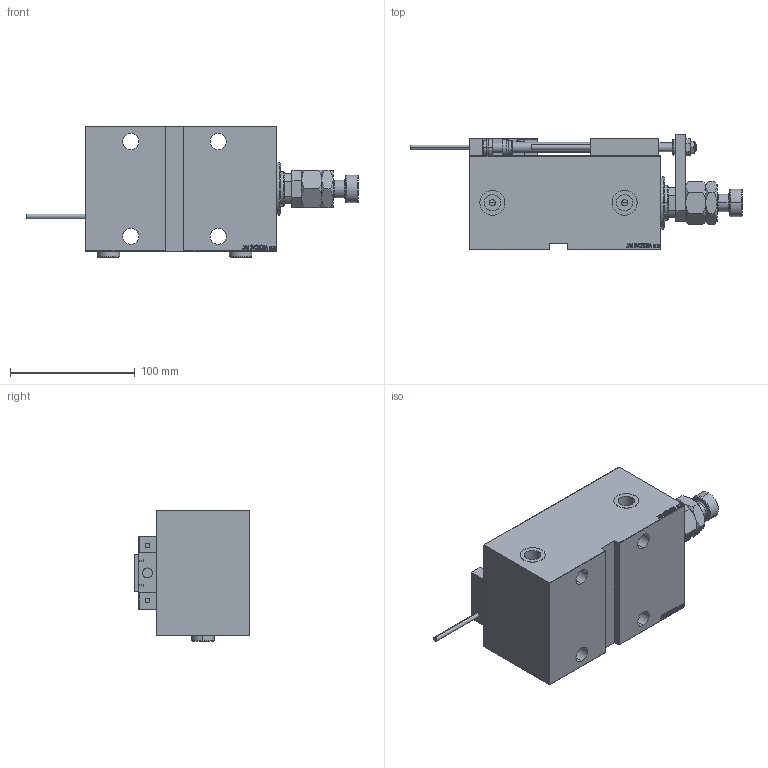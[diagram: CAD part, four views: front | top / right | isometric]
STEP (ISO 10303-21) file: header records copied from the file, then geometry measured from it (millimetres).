
FILE_DESCRIPTION (( 'STEP AP203' ), '1' );
FILE_NAME ('a149.STEP', '2024-05-28T05:31:18', ( '' ), ( '' ), 'SwSTEP 2.0', 'SolidWorks 2019', '' );
FILE_SCHEMA (( 'CONFIG_CONTROL_DESIGN' ));
Length unit declared in the file: millimetre
Products named in the file (18): SWITCH_X_FRONT_BACK 3200769ecb0e214a03b8ce8e6c5a8e98; SWITCH DIM B,W 3200769ecb0e214a03b8ce8e6c5a8e98; a149; ALLEN BOLT D8 3200769ecb0e214a03b8ce8e6c5a8e98; Zatka_OIL_PORT 3200769ecb0e214a03b8ce8e6c5a8e98; V450CM_E_Body 3200769ecb0e214a03b8ce8e6c5a8e98; V450CM_E_VCP 3200769ecb0e214a03b8ce8e6c5a8e98; SWITCH X 3200769ecb0e214a03b8ce8e6c5a8e98; MAGNET 3200769ecb0e214a03b8ce8e6c5a8e98; TYC_L79 3200769ecb0e214a03b8ce8e6c5a8e98; V450CM_VC_B 3200769ecb0e214a03b8ce8e6c5a8e98; NUT_D10 3200769ecb0e214a03b8ce8e6c5a8e98; KONCOVKA 3200769ecb0e214a03b8ce8e6c5a8e98; ZARAZKA 3200769ecb0e214a03b8ce8e6c5a8e98; X_Y_MFA 3200769ecb0e214a03b8ce8e6c5a8e98; Block 3200769ecb0e214a03b8ce8e6c5a8e98; NUT_D12 3200769ecb0e214a03b8ce8e6c5a8e98; ALLEN BOLT D5 3200769ecb0e214a03b8ce8e6c5a8e98
Assembly tree (28 placements, depth 3):
  a149
    V450CM_E_Body 3200769ecb0e214a03b8ce8e6c5a8e98
    V450CM_E_VCP 3200769ecb0e214a03b8ce8e6c5a8e98
    V450CM_VC_B 3200769ecb0e214a03b8ce8e6c5a8e98
    SWITCH X 3200769ecb0e214a03b8ce8e6c5a8e98
      SWITCH_X_FRONT_BACK 3200769ecb0e214a03b8ce8e6c5a8e98  x2
      TYC_L79 3200769ecb0e214a03b8ce8e6c5a8e98
      Block 3200769ecb0e214a03b8ce8e6c5a8e98  x2
      ALLEN BOLT D5 3200769ecb0e214a03b8ce8e6c5a8e98  x4
      ALLEN BOLT D8 3200769ecb0e214a03b8ce8e6c5a8e98  x4
      MAGNET 3200769ecb0e214a03b8ce8e6c5a8e98  x2
      KONCOVKA 3200769ecb0e214a03b8ce8e6c5a8e98  x2
    SWITCH DIM B,W 3200769ecb0e214a03b8ce8e6c5a8e98
    ZARAZKA 3200769ecb0e214a03b8ce8e6c5a8e98
    NUT_D10 3200769ecb0e214a03b8ce8e6c5a8e98
    NUT_D12 3200769ecb0e214a03b8ce8e6c5a8e98
    X_Y_MFA 3200769ecb0e214a03b8ce8e6c5a8e98
    Zatka_OIL_PORT 3200769ecb0e214a03b8ce8e6c5a8e98  x2
Bounding box: 266 x 92.5 x 104.9 mm (x, y, z)
Volume: 1065972 mm3; surface area: 174827 mm2
Topology: 27 solids, 27 shells, 1401 faces, 3324 edges, 2112 vertices
Faces by surface type: plane 622, bspline 380, cylinder 202, cone 145, torus 48, sphere 4
Entity records: 52985 total; most frequent: CARTESIAN_POINT 26275, ORIENTED_EDGE 5588, DIRECTION 3885, EDGE_CURVE 2794, VERTEX_POINT 1812, LINE 1577, VECTOR 1577, EDGE_LOOP 1300
